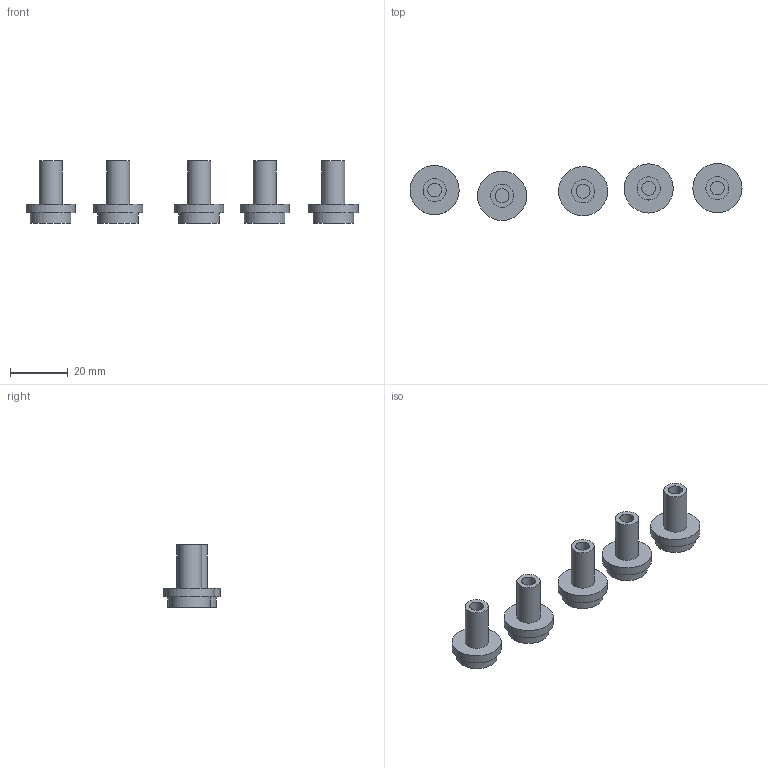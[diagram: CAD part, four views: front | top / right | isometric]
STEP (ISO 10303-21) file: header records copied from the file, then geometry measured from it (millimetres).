
FILE_DESCRIPTION(/* description */ (''),/* implementation_level */ '2;1');
FILE_NAME(/* name */ 'AlarmClock Buttons.step',/* time_stamp */ '2021-03-17T22:14:59-05:00',/* author */ (''),/* organization */ (''),/* preprocessor_version */ 'ST-DEVELOPER v18.1',/* originating_system */ 'Autodesk Translation Framework v9.7.1.1290',/* authorisation */ '');
FILE_SCHEMA (('AUTOMOTIVE_DESIGN { 1 0 10303 214 3 1 1 }'));
Length unit declared in the file: millimetre
Products named in the file (1): buttons
Bounding box: 114.8 x 19.67 x 21.5 mm (x, y, z)
Volume: 9413.2 mm3; surface area: 6160.2 mm2
Topology: 5 solids, 5 shells, 81 faces, 159 edges, 106 vertices
Faces by surface type: plane 61, cylinder 20
Full cylindrical faces by diameter (mm): 4.8 x5, 8 x5, 14 x5, 17 x5
Entity records: 2102 total; most frequent: DIRECTION 363, CARTESIAN_POINT 347, ORIENTED_EDGE 318, EDGE_CURVE 159, AXIS2_PLACEMENT_3D 122, LINE 119, VECTOR 119, VERTEX_POINT 106
